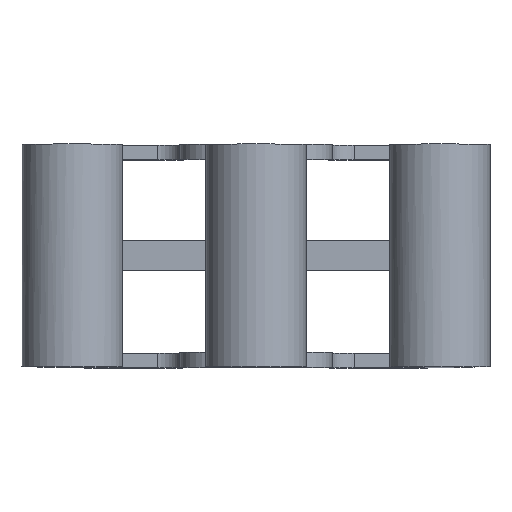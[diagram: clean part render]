
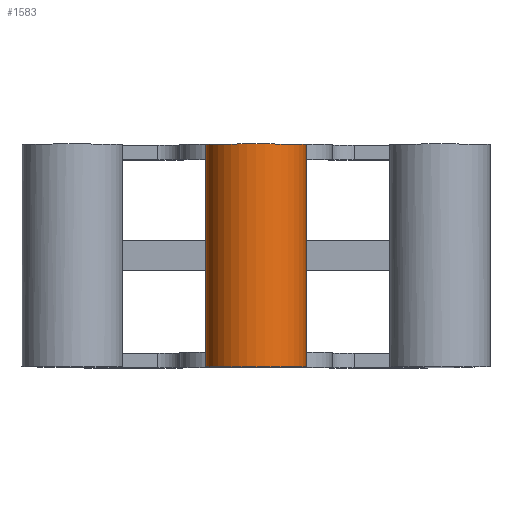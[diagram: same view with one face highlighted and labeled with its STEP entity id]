
A CAD part, top view. The second image highlights one B-rep face of the part: STEP entity #1583.
In plain terms, the highlighted cylindrical face has radius 1.35 mm (diameter 2.7 mm), a full revolution.
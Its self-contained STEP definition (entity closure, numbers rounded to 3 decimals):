
#15=FACE_BOUND('',#229,.T.);
#24=CIRCLE('',#1685,1.35);
#25=CIRCLE('',#1686,1.35);
#26=CIRCLE('',#1687,1.35);
#27=CIRCLE('',#1688,1.35);
#106=CYLINDRICAL_SURFACE('',#1684,1.35);
#143=FACE_OUTER_BOUND('',#228,.T.);
#228=EDGE_LOOP('',(#1062,#1063,#1064,#1065));
#229=EDGE_LOOP('',(#1066,#1067,#1068,#1069));
#323=LINE('',#2365,#483);
#328=LINE('',#2375,#488);
#333=LINE('',#2392,#493);
#483=VECTOR('',#1861,10.);
#488=VECTOR('',#1868,10.);
#493=VECTOR('',#1885,1.35);
#642=VERTEX_POINT('',#2362);
#643=VERTEX_POINT('',#2364);
#645=VERTEX_POINT('',#2369);
#647=VERTEX_POINT('',#2373);
#652=VERTEX_POINT('',#2389);
#653=VERTEX_POINT('',#2391);
#804=EDGE_CURVE('',#643,#642,#323,.T.);
#809=EDGE_CURVE('',#645,#647,#328,.T.);
#816=EDGE_CURVE('',#652,#652,#24,.T.);
#817=EDGE_CURVE('',#652,#653,#333,.T.);
#818=EDGE_CURVE('',#653,#653,#25,.T.);
#819=EDGE_CURVE('',#647,#643,#26,.T.);
#820=EDGE_CURVE('',#642,#645,#27,.T.);
#1062=ORIENTED_EDGE('',*,*,#816,.T.);
#1063=ORIENTED_EDGE('',*,*,#817,.T.);
#1064=ORIENTED_EDGE('',*,*,#818,.F.);
#1065=ORIENTED_EDGE('',*,*,#817,.F.);
#1066=ORIENTED_EDGE('',*,*,#809,.T.);
#1067=ORIENTED_EDGE('',*,*,#819,.T.);
#1068=ORIENTED_EDGE('',*,*,#804,.T.);
#1069=ORIENTED_EDGE('',*,*,#820,.T.);
#1583=ADVANCED_FACE('',(#143,#15),#106,.T.);
#1684=AXIS2_PLACEMENT_3D('',#2388,#1881,#1882);
#1685=AXIS2_PLACEMENT_3D('',#2390,#1883,#1884);
#1686=AXIS2_PLACEMENT_3D('',#2393,#1886,#1887);
#1687=AXIS2_PLACEMENT_3D('',#2394,#1888,#1889);
#1688=AXIS2_PLACEMENT_3D('',#2395,#1890,#1891);
#1861=DIRECTION('',(0.,1.,0.));
#1868=DIRECTION('',(0.,-1.,0.));
#1881=DIRECTION('center_axis',(0.,-1.,0.));
#1882=DIRECTION('ref_axis',(-1.,0.,0.));
#1883=DIRECTION('center_axis',(0.,1.,0.));
#1884=DIRECTION('ref_axis',(-1.,0.,0.));
#1885=DIRECTION('',(0.,1.,0.));
#1886=DIRECTION('center_axis',(0.,1.,0.));
#1887=DIRECTION('ref_axis',(-1.,0.,0.));
#1888=DIRECTION('center_axis',(0.,-1.,0.));
#1889=DIRECTION('ref_axis',(-1.,0.,0.));
#1890=DIRECTION('center_axis',(0.,1.,0.));
#1891=DIRECTION('ref_axis',(-1.,0.,0.));
#2362=CARTESIAN_POINT('',(0.4,3.4,6.211));
#2364=CARTESIAN_POINT('',(0.4,2.6,6.211));
#2365=CARTESIAN_POINT('',(0.4,6.,6.211));
#2369=CARTESIAN_POINT('',(-0.4,3.4,6.211));
#2373=CARTESIAN_POINT('',(-0.4,2.6,6.211));
#2375=CARTESIAN_POINT('',(-0.4,6.,6.211));
#2388=CARTESIAN_POINT('Origin',(0.,6.,7.5));
#2389=CARTESIAN_POINT('',(1.35,0.,7.5));
#2390=CARTESIAN_POINT('Origin',(0.,0.,7.5));
#2391=CARTESIAN_POINT('',(1.35,6.,7.5));
#2392=CARTESIAN_POINT('',(1.35,6.,7.5));
#2393=CARTESIAN_POINT('Origin',(0.,6.,7.5));
#2394=CARTESIAN_POINT('Origin',(0.,2.6,7.5));
#2395=CARTESIAN_POINT('Origin',(0.,3.4,7.5));
